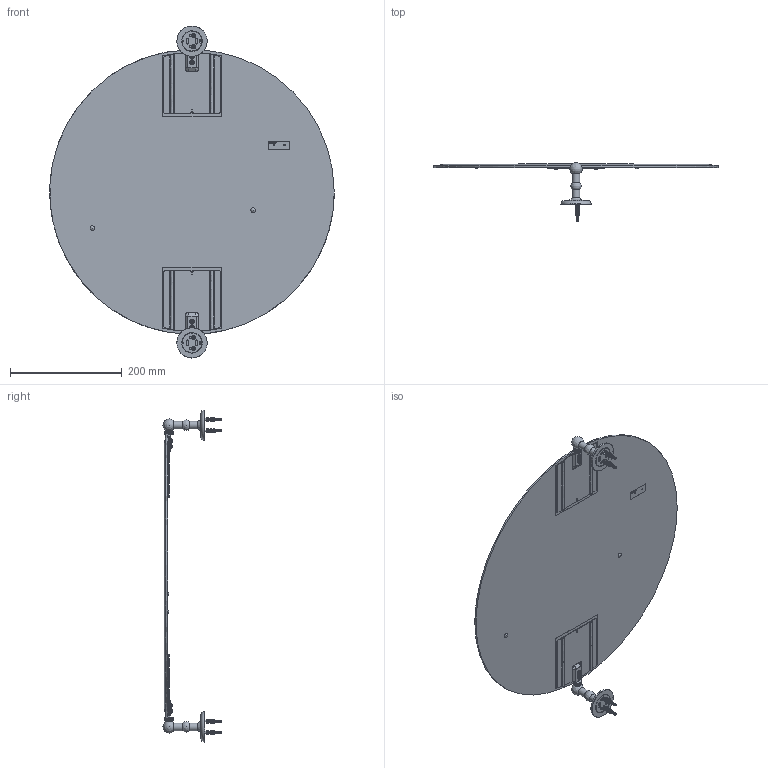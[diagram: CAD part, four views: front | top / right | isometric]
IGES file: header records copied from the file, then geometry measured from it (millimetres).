
Global section: file name: L1145-CP; native system: Autodesk Inventor 2018; preprocessor: unknown; author: sbajwa; date: 20170814.115909; units: millimetre
Bounding box: 508.5 x 104.02 x 593.07 mm (x, y, z)
Volume: 1253123.6 mm3; surface area: 496141.9 mm2
Topology: 34 solids, 34 shells, 1759 faces, 5044 edges, 3353 vertices
Faces by surface type: bspline 1759
